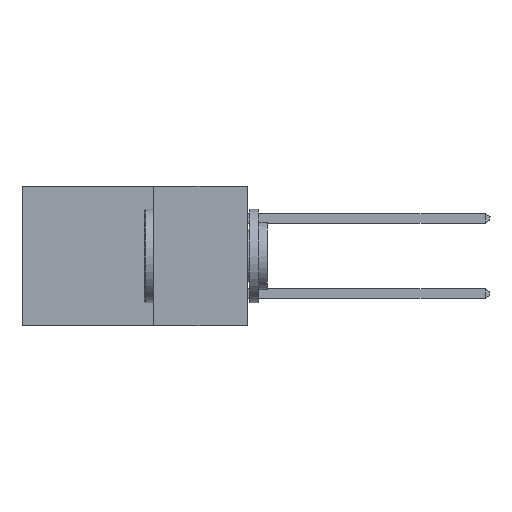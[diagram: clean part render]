
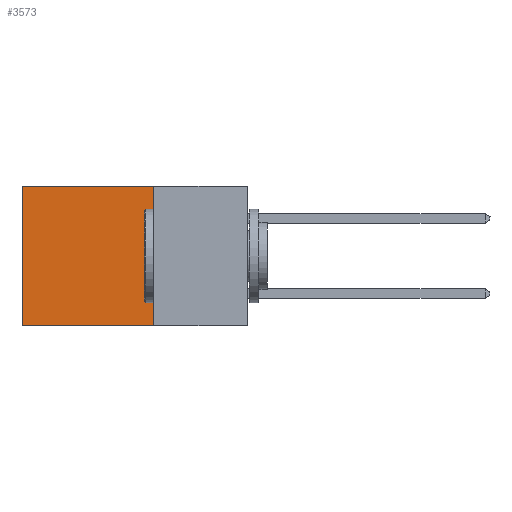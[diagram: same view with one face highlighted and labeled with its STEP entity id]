
A CAD part, left-side view. The second image highlights one B-rep face of the part: STEP entity #3573.
In plain terms, the highlighted planar face has unit normal (-1, 0, 0).
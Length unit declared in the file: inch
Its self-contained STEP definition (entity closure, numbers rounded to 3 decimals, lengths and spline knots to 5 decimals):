
#247 = DIRECTION ( 'NONE',  ( 0., 0., -1. ) ) ;
#883 = FACE_OUTER_BOUND ( 'NONE', #7199, .T. ) ;
#957 = AXIS2_PLACEMENT_3D ( 'NONE', #11214, #8003, #9034 ) ;
#1321 = VECTOR ( 'NONE', #6547, 39.37008 ) ;
#1386 = LINE ( 'NONE', #6003, #8844 ) ;
#1990 = CARTESIAN_POINT ( 'NONE',  ( 0.2615, 0.6, 0. ) ) ;
#2012 = LINE ( 'NONE', #8946, #1321 ) ;
#2403 = PLANE ( 'NONE',  #957 ) ;
#2500 = CARTESIAN_POINT ( 'NONE',  ( 0.2615, 0.25, -0.37 ) ) ;
#2648 = LINE ( 'NONE', #2500, #10690 ) ;
#3004 = ORIENTED_EDGE ( 'NONE', *, *, #13297, .T. ) ;
#3573 = ADVANCED_FACE ( 'NONE', ( #883 ), #2403, .F. ) ;
#4920 = VECTOR ( 'NONE', #12357, 39.37008 ) ;
#5088 = CARTESIAN_POINT ( 'NONE',  ( 0.2615, 0.25, 0. ) ) ;
#5768 = CARTESIAN_POINT ( 'NONE',  ( 0.2615, 0.25, -0.37 ) ) ;
#5973 = ORIENTED_EDGE ( 'NONE', *, *, #9855, .F. ) ;
#6003 = CARTESIAN_POINT ( 'NONE',  ( 0.2615, 0.6, -0.37 ) ) ;
#6547 = DIRECTION ( 'NONE',  ( 0., 1., 0. ) ) ;
#7112 = DIRECTION ( 'NONE',  ( 0., 0., -1. ) ) ;
#7199 = EDGE_LOOP ( 'NONE', ( #3004, #12813, #5973, #8991 ) ) ;
#7816 = VERTEX_POINT ( 'NONE', #5768 ) ;
#7987 = VERTEX_POINT ( 'NONE', #5088 ) ;
#8003 = DIRECTION ( 'NONE',  ( 1., 0., 0. ) ) ;
#8081 = EDGE_CURVE ( 'NONE', #7987, #8794, #10180, .T. ) ;
#8794 = VERTEX_POINT ( 'NONE', #1990 ) ;
#8844 = VECTOR ( 'NONE', #247, 39.37008 ) ;
#8946 = CARTESIAN_POINT ( 'NONE',  ( 0.2615, 0.25, -0.37 ) ) ;
#8991 = ORIENTED_EDGE ( 'NONE', *, *, #8081, .T. ) ;
#9034 = DIRECTION ( 'NONE',  ( 0., 0., -1. ) ) ;
#9855 = EDGE_CURVE ( 'NONE', #7987, #7816, #2648, .T. ) ;
#10142 = CARTESIAN_POINT ( 'NONE',  ( 0.2615, 0.6, -0.37 ) ) ;
#10180 = LINE ( 'NONE', #14749, #4920 ) ;
#10553 = EDGE_CURVE ( 'NONE', #7816, #11838, #2012, .T. ) ;
#10690 = VECTOR ( 'NONE', #7112, 39.37008 ) ;
#11214 = CARTESIAN_POINT ( 'NONE',  ( 0.2615, 0.25, -0.37 ) ) ;
#11838 = VERTEX_POINT ( 'NONE', #10142 ) ;
#12357 = DIRECTION ( 'NONE',  ( 0., 1., 0. ) ) ;
#12813 = ORIENTED_EDGE ( 'NONE', *, *, #10553, .F. ) ;
#13297 = EDGE_CURVE ( 'NONE', #8794, #11838, #1386, .T. ) ;
#14749 = CARTESIAN_POINT ( 'NONE',  ( 0.2615, 0.25, 0. ) ) ;
